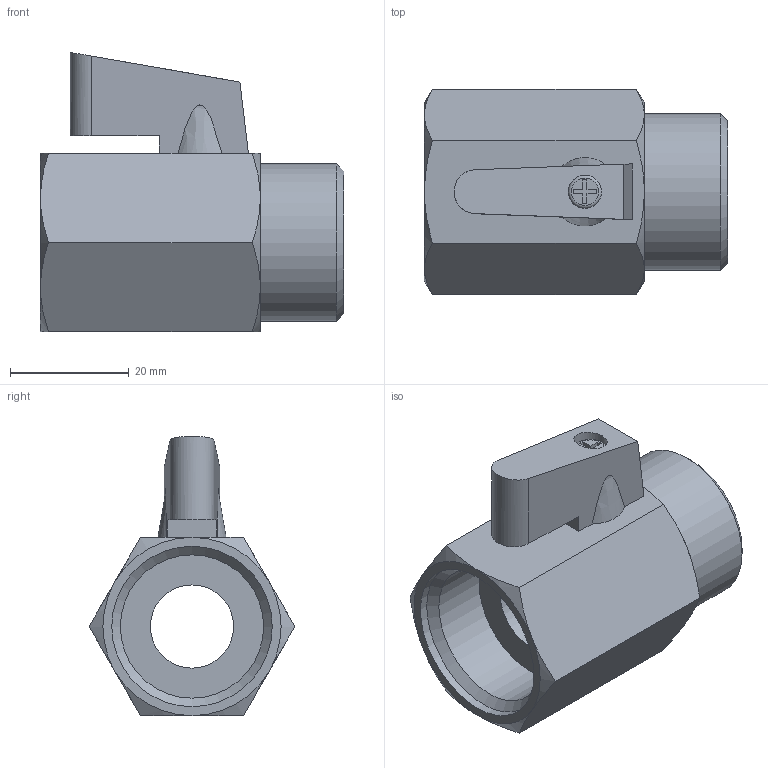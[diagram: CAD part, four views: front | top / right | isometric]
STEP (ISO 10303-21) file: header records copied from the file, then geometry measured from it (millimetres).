
FILE_DESCRIPTION(( 'MV.25.00.34N.STP' ), '1');
FILE_NAME( 'MV.25.00.34N.STP', '2018-10-04T16:39:14',( 'Sopra'),('sopra-pneumatic.com'), 'SwSTEP 2.0','SolidWorks 2009','' );
FILE_SCHEMA (('AUTOMOTIVE_DESIGN { 1 0 10303 214 1 1 1 1 }'));
Length unit declared in the file: millimetre
Products named in the file (4): Root; Schraube; Griff; 500106
Assembly tree (3 placements, depth 2):
  Root
    Schraube
    Griff
    500106
Bounding box: 51 x 34.64 x 47 mm (x, y, z)
Volume: 25475.4 mm3; surface area: 11010.8 mm2
Topology: 3 solids, 3 shells, 82 faces, 177 edges, 111 vertices
Faces by surface type: plane 53, cone 17, cylinder 11, torus 1
Full cylindrical faces by diameter (mm): 2.5 x1, 2.8 x1, 5.6 x2, 7.8 x1, 14 x1, 18 x1, 24.117 x1, 26.441 x1, 27 x1
Entity records: 3832 total; most frequent: DIRECTION 408, CARTESIAN_POINT 358, PRESENTATION_STYLE_ASSIGNMENT 325, COLOUR_RGB 324, DRAUGHTING_PRE_DEFINED_CURVE_FONT 322, CURVE_STYLE 322, OVER_RIDING_STYLED_ITEM 322, ORIENTED_EDGE 322
